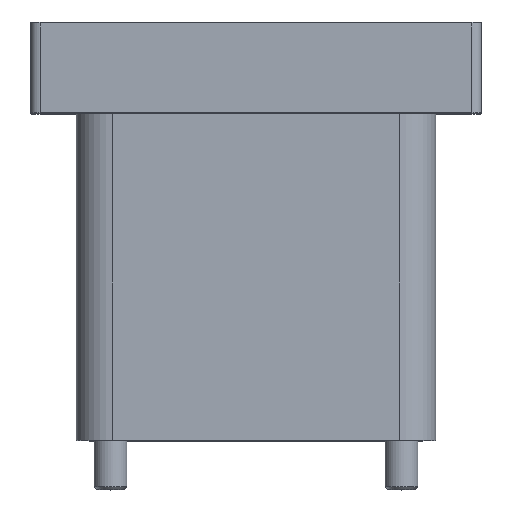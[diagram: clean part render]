
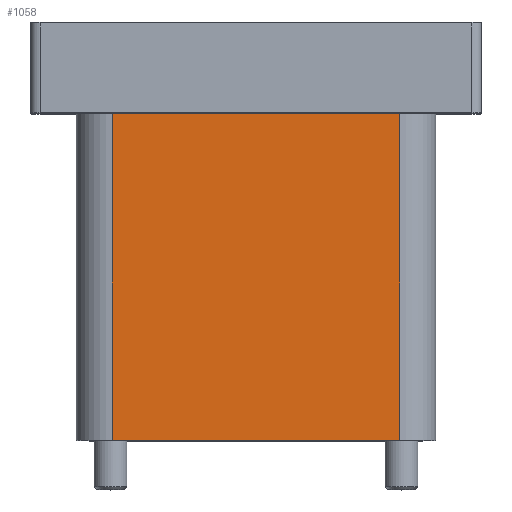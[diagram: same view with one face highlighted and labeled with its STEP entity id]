
A CAD part, top view. The second image highlights one B-rep face of the part: STEP entity #1058.
In plain terms, the highlighted planar face has unit normal (0, 0, 1).
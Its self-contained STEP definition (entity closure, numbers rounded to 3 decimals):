
#73=PLANE('',#1208);
#138=FACE_OUTER_BOUND('',#216,.T.);
#216=EDGE_LOOP('',(#945,#946,#947,#948));
#255=LINE('',#1666,#334);
#299=LINE('',#1849,#378);
#300=LINE('',#1852,#379);
#301=LINE('',#1853,#380);
#334=VECTOR('',#1328,10.);
#378=VECTOR('',#1540,10.);
#379=VECTOR('',#1543,10.);
#380=VECTOR('',#1544,10.);
#482=VERTEX_POINT('',#1663);
#483=VERTEX_POINT('',#1665);
#538=VERTEX_POINT('',#1847);
#539=VERTEX_POINT('',#1851);
#591=EDGE_CURVE('',#482,#483,#255,.T.);
#678=EDGE_CURVE('',#538,#483,#299,.T.);
#679=EDGE_CURVE('',#538,#539,#300,.T.);
#680=EDGE_CURVE('',#539,#482,#301,.T.);
#945=ORIENTED_EDGE('',*,*,#679,.F.);
#946=ORIENTED_EDGE('',*,*,#678,.T.);
#947=ORIENTED_EDGE('',*,*,#591,.F.);
#948=ORIENTED_EDGE('',*,*,#680,.F.);
#1058=ADVANCED_FACE('',(#138),#73,.T.);
#1208=AXIS2_PLACEMENT_3D('',#1850,#1541,#1542);
#1328=DIRECTION('',(1.,0.,0.));
#1540=DIRECTION('',(0.,1.,0.));
#1541=DIRECTION('center_axis',(0.,0.,1.));
#1542=DIRECTION('ref_axis',(1.,0.,0.));
#1543=DIRECTION('',(-1.,0.,0.));
#1544=DIRECTION('',(0.,1.,0.));
#1663=CARTESIAN_POINT('',(-44.,100.,55.));
#1665=CARTESIAN_POINT('',(44.,100.,55.));
#1666=CARTESIAN_POINT('',(44.,100.,55.));
#1847=CARTESIAN_POINT('',(44.,0.,55.));
#1849=CARTESIAN_POINT('',(44.,0.,55.));
#1850=CARTESIAN_POINT('Origin',(-44.,0.,55.));
#1851=CARTESIAN_POINT('',(-44.,0.,55.));
#1852=CARTESIAN_POINT('',(44.,0.,55.));
#1853=CARTESIAN_POINT('',(-44.,0.,55.));
